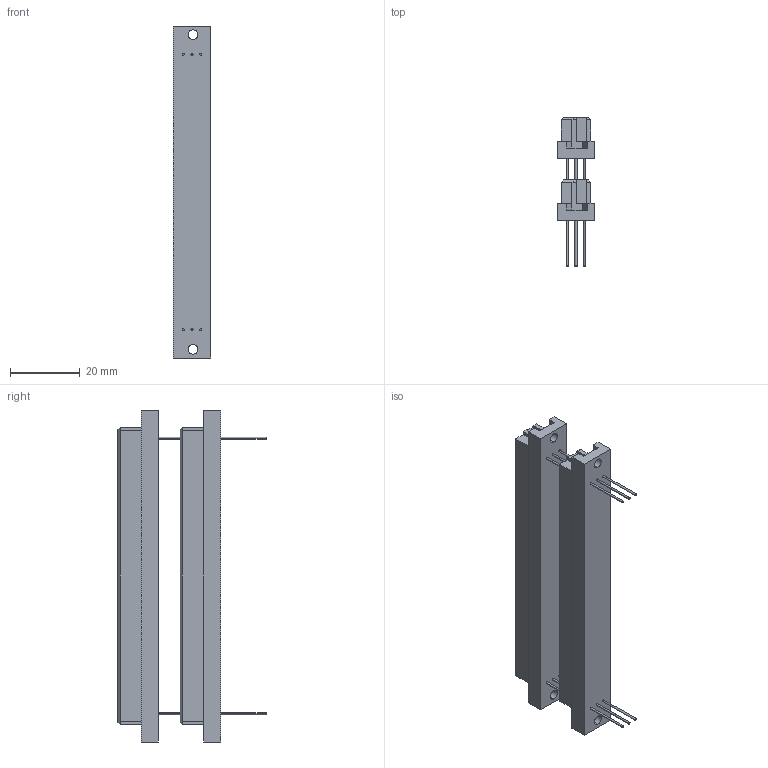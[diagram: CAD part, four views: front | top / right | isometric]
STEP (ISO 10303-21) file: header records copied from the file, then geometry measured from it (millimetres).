
FILE_DESCRIPTION (( 'STEP AP214' ), '1' );
FILE_NAME ('Dual-09032962861.STEP', '2018-10-30T14:47:37', ( '' ), ( '' ), 'SwSTEP 2.0', 'SolidWorks 2018', '' );
FILE_SCHEMA (( 'AUTOMOTIVE_DESIGN' ));
Length unit declared in the file: millimetre
Products named in the file (1): Dual-09032962861
Bounding box: 10.6 x 42.4 x 95 mm (x, y, z)
Volume: 19057.1 mm3; surface area: 8947.4 mm2
Topology: 2 solids, 2 shells, 192 faces, 476 edges, 312 vertices
Faces by surface type: plane 160, cylinder 32
Entity records: 7787 total; most frequent: CARTESIAN_POINT 981, ORIENTED_EDGE 952, DIRECTION 926, EDGE_CURVE 476, VECTOR 412, LINE 412, VERTEX_POINT 312, AXIS2_PLACEMENT_3D 257
